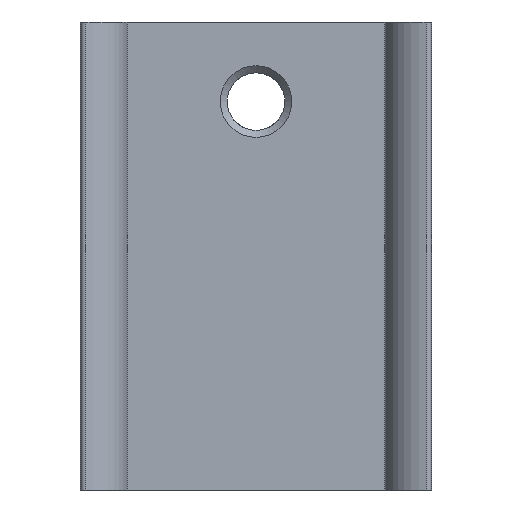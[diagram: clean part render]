
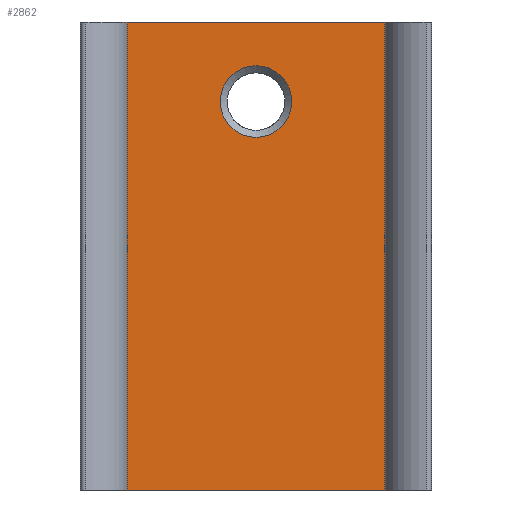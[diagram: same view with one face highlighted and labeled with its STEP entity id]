
A CAD part, front view. The second image highlights one B-rep face of the part: STEP entity #2862.
In plain terms, the highlighted planar face has unit normal (0, -1, 0).
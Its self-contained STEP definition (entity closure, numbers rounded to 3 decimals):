
#15=FACE_BOUND('',#328,.T.);
#16=PLANE('',#3041);
#176=FACE_OUTER_BOUND('',#327,.T.);
#327=EDGE_LOOP('',(#1985,#1986,#1987,#1988));
#328=EDGE_LOOP('',(#1989));
#483=LINE('',#4352,#773);
#484=LINE('',#4354,#774);
#485=LINE('',#4356,#775);
#486=LINE('',#4357,#776);
#773=VECTOR('',#3364,10.);
#774=VECTOR('',#3365,10.);
#775=VECTOR('',#3366,10.);
#776=VECTOR('',#3367,10.);
#1057=CIRCLE('',#3032,1.53);
#1209=VERTEX_POINT('',#4234);
#1229=VERTEX_POINT('',#4350);
#1230=VERTEX_POINT('',#4351);
#1231=VERTEX_POINT('',#4353);
#1232=VERTEX_POINT('',#4355);
#1509=EDGE_CURVE('',#1209,#1209,#1057,.T.);
#1531=EDGE_CURVE('',#1229,#1230,#483,.T.);
#1532=EDGE_CURVE('',#1229,#1231,#484,.T.);
#1533=EDGE_CURVE('',#1231,#1232,#485,.T.);
#1534=EDGE_CURVE('',#1230,#1232,#486,.T.);
#1985=ORIENTED_EDGE('',*,*,#1531,.F.);
#1986=ORIENTED_EDGE('',*,*,#1532,.T.);
#1987=ORIENTED_EDGE('',*,*,#1533,.T.);
#1988=ORIENTED_EDGE('',*,*,#1534,.F.);
#1989=ORIENTED_EDGE('',*,*,#1509,.F.);
#2862=ADVANCED_FACE('',(#176,#15),#16,.T.);
#3032=AXIS2_PLACEMENT_3D('',#4235,#3338,#3339);
#3041=AXIS2_PLACEMENT_3D('',#4349,#3362,#3363);
#3338=DIRECTION('center_axis',(0.,-1.,0.));
#3339=DIRECTION('ref_axis',(-1.,0.,0.));
#3362=DIRECTION('center_axis',(0.,-1.,0.));
#3363=DIRECTION('ref_axis',(1.,0.,0.));
#3364=DIRECTION('',(-1.,0.,0.));
#3365=DIRECTION('',(0.,0.,1.));
#3366=DIRECTION('',(-1.,0.,0.));
#3367=DIRECTION('',(0.,0.,1.));
#4234=CARTESIAN_POINT('',(1.53,0.,16.6));
#4235=CARTESIAN_POINT('Origin',(0.,0.,16.6));
#4349=CARTESIAN_POINT('Origin',(0.,0.,0.));
#4350=CARTESIAN_POINT('',(5.5,0.,0.));
#4351=CARTESIAN_POINT('',(-5.5,0.,0.));
#4352=CARTESIAN_POINT('',(0.,0.,0.));
#4353=CARTESIAN_POINT('',(5.5,0.,20.));
#4354=CARTESIAN_POINT('',(5.5,0.,0.));
#4355=CARTESIAN_POINT('',(-5.5,0.,20.));
#4356=CARTESIAN_POINT('',(0.,0.,20.));
#4357=CARTESIAN_POINT('',(-5.5,0.,0.));
